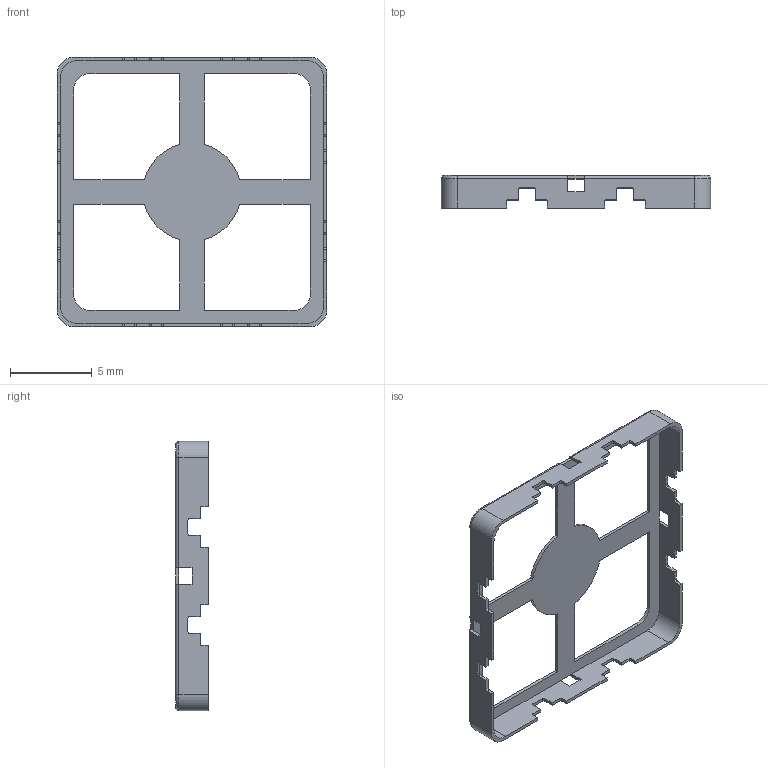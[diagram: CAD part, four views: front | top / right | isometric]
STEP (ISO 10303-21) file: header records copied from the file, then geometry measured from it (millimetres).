
FILE_DESCRIPTION(/* description */ (''),/* implementation_level */ '2;1');
FILE_NAME(/* name */ 'BMI-S-202-F.step',/* time_stamp */ '2017-02-20T20:19:46-08:00',/* author */ (''),/* organization */ (''),/* preprocessor_version */ 'ST-DEVELOPER v16.5',/* originating_system */ 'Autodesk Translation Framework v5.2.0.2920',/* authorisation */ '');
FILE_SCHEMA (('AUTOMOTIVE_DESIGN { 1 0 10303 214 3 1 1 }'));
Length unit declared in the file: millimetre
Products named in the file (1): BMI-S-202-F v2
Bounding box: 16.5 x 2 x 16.5 mm (x, y, z)
Volume: 42.2 mm3; surface area: 454.7 mm2
Topology: 1 solids, 1 shells, 166 faces, 492 edges, 320 vertices
Faces by surface type: plane 106, cylinder 56, torus 4
Entity records: 5574 total; most frequent: ORIENTED_EDGE 984, CARTESIAN_POINT 979, DIRECTION 942, EDGE_CURVE 492, LINE 376, VECTOR 376, VERTEX_POINT 320, AXIS2_PLACEMENT_3D 283
